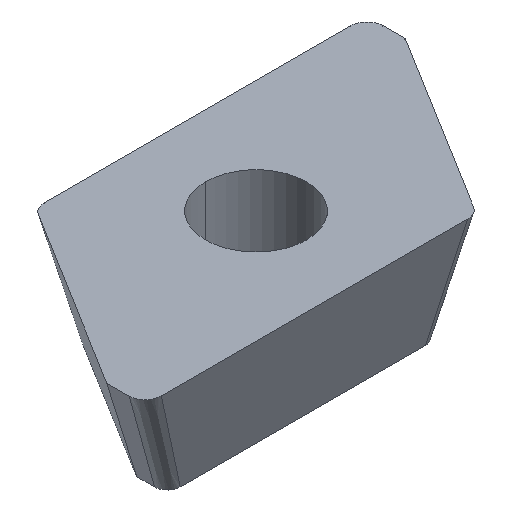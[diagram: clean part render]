
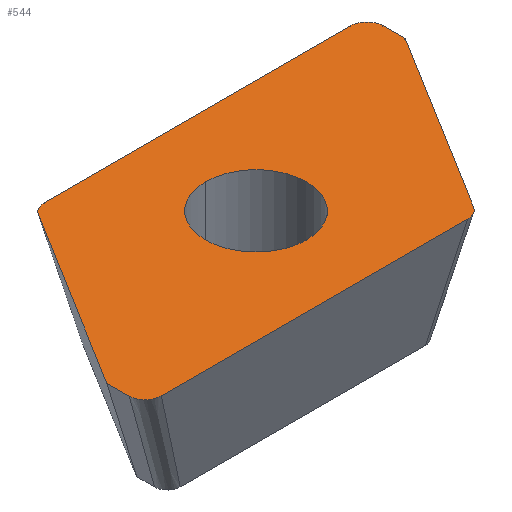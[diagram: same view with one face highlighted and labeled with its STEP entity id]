
A CAD part, isometric view. The second image highlights one B-rep face of the part: STEP entity #544.
In plain terms, the highlighted planar face has unit normal (0, 0, 1).
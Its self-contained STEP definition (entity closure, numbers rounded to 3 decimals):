
#70=CARTESIAN_POINT('',(10.3,5.6,5.5));
#71=VERTEX_POINT('',#70);
#81=CARTESIAN_POINT('',(11.1,4.8,5.5));
#82=VERTEX_POINT('',#81);
#83=CARTESIAN_POINT('',(11.1,4.8,5.5));
#84=CARTESIAN_POINT('',(11.1,5.114,5.5));
#85=CARTESIAN_POINT('',(10.932,5.432,5.5));
#86=CARTESIAN_POINT('',(10.614,5.6,5.5));
#87=CARTESIAN_POINT('',(10.3,5.6,5.5));
#88=B_SPLINE_CURVE_WITH_KNOTS('',4,(#83,#84,#85,#86,#87),.UNSPECIFIED.,.F.,.F.,(5,5),(1.257,2.513),.UNSPECIFIED.);
#89=EDGE_CURVE('',#82,#71,#88,.T.);
#117=CARTESIAN_POINT('',(11.1,3.7,5.5));
#118=VERTEX_POINT('',#117);
#119=CARTESIAN_POINT('',(11.1,3.7,5.5));
#120=DIRECTION('',(-0.,1.,0.));
#121=VECTOR('',#120,1.1);
#122=LINE('',#119,#121);
#123=EDGE_CURVE('',#118,#82,#122,.T.);
#147=CARTESIAN_POINT('',(-4.9,5.6,5.5));
#148=VERTEX_POINT('',#147);
#155=CARTESIAN_POINT('',(10.3,5.6,5.5));
#156=DIRECTION('',(-1.,-0.,0.));
#157=VECTOR('',#156,15.2);
#158=LINE('',#155,#157);
#159=EDGE_CURVE('',#71,#148,#158,.T.);
#179=CARTESIAN_POINT('',(5.563,-5.231,5.5));
#180=VERTEX_POINT('',#179);
#181=CARTESIAN_POINT('',(5.563,-5.231,5.5));
#182=DIRECTION('',(0.527,0.85,-0.));
#183=VECTOR('',#182,10.508);
#184=LINE('',#181,#183);
#185=EDGE_CURVE('',#180,#118,#184,.T.);
#238=CARTESIAN_POINT('',(4.9,-5.6,5.5));
#239=VERTEX_POINT('',#238);
#240=CARTESIAN_POINT('',(4.9,-5.6,5.5));
#241=CARTESIAN_POINT('',(5.098,-5.6,5.5));
#242=CARTESIAN_POINT('',(5.297,-5.533,5.5));
#243=CARTESIAN_POINT('',(5.459,-5.399,5.5));
#244=CARTESIAN_POINT('',(5.563,-5.231,5.5));
#245=B_SPLINE_CURVE_WITH_KNOTS('',4,(#240,#241,#242,#243,#244),.UNSPECIFIED.,.F.,.F.,(5,5),(0.,0.792),.UNSPECIFIED.);
#246=EDGE_CURVE('',#239,#180,#245,.T.);
#274=CARTESIAN_POINT('',(-10.3,-5.6,5.5));
#275=VERTEX_POINT('',#274);
#276=CARTESIAN_POINT('',(-10.3,-5.6,5.5));
#277=DIRECTION('',(1.,0.,-0.));
#278=VECTOR('',#277,15.2);
#279=LINE('',#276,#278);
#280=EDGE_CURVE('',#275,#239,#279,.T.);
#333=CARTESIAN_POINT('',(-11.1,-4.8,5.5));
#334=VERTEX_POINT('',#333);
#335=CARTESIAN_POINT('',(-11.1,-4.8,5.5));
#336=CARTESIAN_POINT('',(-11.1,-5.114,5.5));
#337=CARTESIAN_POINT('',(-10.932,-5.432,5.5));
#338=CARTESIAN_POINT('',(-10.614,-5.6,5.5));
#339=CARTESIAN_POINT('',(-10.3,-5.6,5.5));
#340=B_SPLINE_CURVE_WITH_KNOTS('',4,(#335,#336,#337,#338,#339),.UNSPECIFIED.,.F.,.F.,(5,5),(3.77,5.027),.UNSPECIFIED.);
#341=EDGE_CURVE('',#334,#275,#340,.T.);
#369=CARTESIAN_POINT('',(-11.1,-3.7,5.5));
#370=VERTEX_POINT('',#369);
#371=CARTESIAN_POINT('',(-11.1,-3.7,5.5));
#372=DIRECTION('',(0.,-1.,0.));
#373=VECTOR('',#372,1.1);
#374=LINE('',#371,#373);
#375=EDGE_CURVE('',#370,#334,#374,.T.);
#400=CARTESIAN_POINT('',(-5.563,5.231,5.5));
#401=VERTEX_POINT('',#400);
#402=CARTESIAN_POINT('',(-5.563,5.231,5.5));
#403=DIRECTION('',(-0.527,-0.85,0.));
#404=VECTOR('',#403,10.508);
#405=LINE('',#402,#404);
#406=EDGE_CURVE('',#401,#370,#405,.T.);
#457=CARTESIAN_POINT('',(-4.9,5.6,5.5));
#458=CARTESIAN_POINT('',(-5.098,5.6,5.5));
#459=CARTESIAN_POINT('',(-5.297,5.533,5.5));
#460=CARTESIAN_POINT('',(-5.459,5.399,5.5));
#461=CARTESIAN_POINT('',(-5.563,5.231,5.5));
#462=B_SPLINE_CURVE_WITH_KNOTS('',4,(#457,#458,#459,#460,#461),.UNSPECIFIED.,.F.,.F.,(5,5),(2.45,3.243),.UNSPECIFIED.);
#463=EDGE_CURVE('',#148,#401,#462,.T.);
#507=CARTESIAN_POINT('',(-0.,-0.,5.5));
#508=DIRECTION('',(0.,0.,-1.));
#509=DIRECTION('',(0.955,0.296,0.));
#510=AXIS2_PLACEMENT_3D('',#507,#508,#509);
#511=PLANE('',#510);
#512=ORIENTED_EDGE('',*,*,#89,.T.);
#513=ORIENTED_EDGE('',*,*,#159,.T.);
#514=ORIENTED_EDGE('',*,*,#463,.T.);
#515=ORIENTED_EDGE('',*,*,#406,.T.);
#516=ORIENTED_EDGE('',*,*,#375,.T.);
#517=ORIENTED_EDGE('',*,*,#341,.T.);
#518=ORIENTED_EDGE('',*,*,#280,.T.);
#519=ORIENTED_EDGE('',*,*,#246,.T.);
#520=ORIENTED_EDGE('',*,*,#185,.T.);
#521=ORIENTED_EDGE('',*,*,#123,.T.);
#522=EDGE_LOOP('',(#512,#513,#514,#515,#516,#517,#518,#519,#520,#521));
#523=FACE_BOUND('',#522,.T.);
#524=CARTESIAN_POINT('',(0.,-2.5,5.5));
#525=VERTEX_POINT('',#524);
#526=CARTESIAN_POINT('',(-0.,2.5,5.5));
#527=VERTEX_POINT('',#526);
#528=CARTESIAN_POINT('',(0.,-0.,5.5));
#529=DIRECTION('',(0.,0.,-1.));
#530=DIRECTION('',(1.,0.,0.));
#531=AXIS2_PLACEMENT_3D('',#528,#529,#530);
#532=CIRCLE('',#531,2.5);
#533=EDGE_CURVE('',#525,#527,#532,.T.);
#534=ORIENTED_EDGE('',*,*,#533,.T.);
#535=CARTESIAN_POINT('',(-0.,0.,5.5));
#536=DIRECTION('',(0.,0.,-1.));
#537=DIRECTION('',(1.,0.,0.));
#538=AXIS2_PLACEMENT_3D('',#535,#536,#537);
#539=CIRCLE('',#538,2.5);
#540=EDGE_CURVE('',#527,#525,#539,.T.);
#541=ORIENTED_EDGE('',*,*,#540,.T.);
#542=EDGE_LOOP('',(#534,#541));
#543=FACE_BOUND('',#542,.T.);
#544=ADVANCED_FACE('CUT',(#523,#543),#511,.F.);
